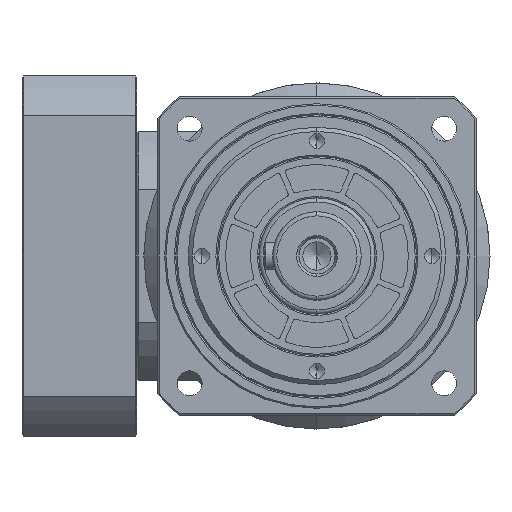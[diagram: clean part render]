
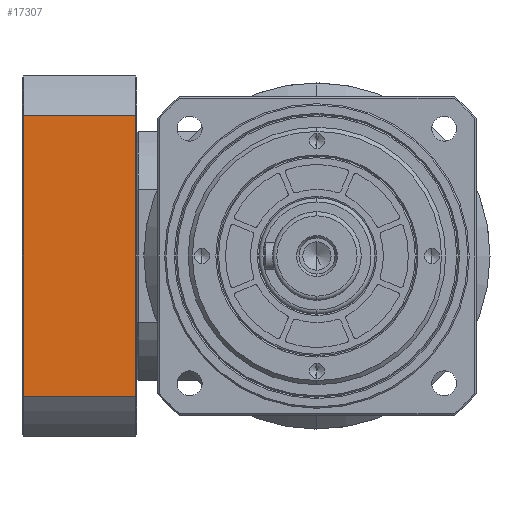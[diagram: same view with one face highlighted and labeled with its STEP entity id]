
A CAD part, left-side view. The second image highlights one B-rep face of the part: STEP entity #17307.
In plain terms, the highlighted face is planar.
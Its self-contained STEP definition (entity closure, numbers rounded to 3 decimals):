
#16025=DIRECTION('',(1.,0.,0.));
#16026=VECTOR('',#16025,40.7);
#16027=CARTESIAN_POINT('',(0.4,-50.806,65.));
#16028=LINE('',#16027,#16026);
#16033=DIRECTION('',(0.,-1.,0.));
#16034=VECTOR('',#16033,101.612);
#16035=CARTESIAN_POINT('',(41.1,50.806,65.));
#16036=LINE('',#16035,#16034);
#16037=DIRECTION('',(0.,1.,0.));
#16038=VECTOR('',#16037,101.612);
#16039=CARTESIAN_POINT('',(0.4,-50.806,65.));
#16040=LINE('',#16039,#16038);
#16045=DIRECTION('',(-1.,0.,0.));
#16046=VECTOR('',#16045,40.7);
#16047=CARTESIAN_POINT('',(41.1,50.806,65.));
#16048=LINE('',#16047,#16046);
#16903=CARTESIAN_POINT('',(0.4,-50.806,65.));
#16904=CARTESIAN_POINT('',(41.1,-50.806,65.));
#16905=VERTEX_POINT('',#16903);
#16906=VERTEX_POINT('',#16904);
#16907=CARTESIAN_POINT('',(41.1,50.806,65.));
#16908=CARTESIAN_POINT('',(0.4,50.806,65.));
#16909=VERTEX_POINT('',#16907);
#16910=VERTEX_POINT('',#16908);
#17293=CARTESIAN_POINT('',(0.,-50.806,65.));
#17294=DIRECTION('',(0.,0.,-1.));
#17295=DIRECTION('',(-1.,0.,0.));
#17296=AXIS2_PLACEMENT_3D('',#17293,#17294,#17295);
#17297=PLANE('',#17296);
#17299=ORIENTED_EDGE('',*,*,#17298,.F.);
#17301=ORIENTED_EDGE('',*,*,#17300,.T.);
#17302=ORIENTED_EDGE('',*,*,#17283,.F.);
#17304=ORIENTED_EDGE('',*,*,#17303,.T.);
#17305=EDGE_LOOP('',(#17299,#17301,#17302,#17304));
#17306=FACE_OUTER_BOUND('',#17305,.F.);
#17307=ADVANCED_FACE('',(#17306),#17297,.F.);
#17283=EDGE_CURVE('',#16905,#16906,#16028,.T.);
#17298=EDGE_CURVE('',#16909,#16910,#16048,.T.);
#17300=EDGE_CURVE('',#16909,#16906,#16036,.T.);
#17303=EDGE_CURVE('',#16905,#16910,#16040,.T.);
